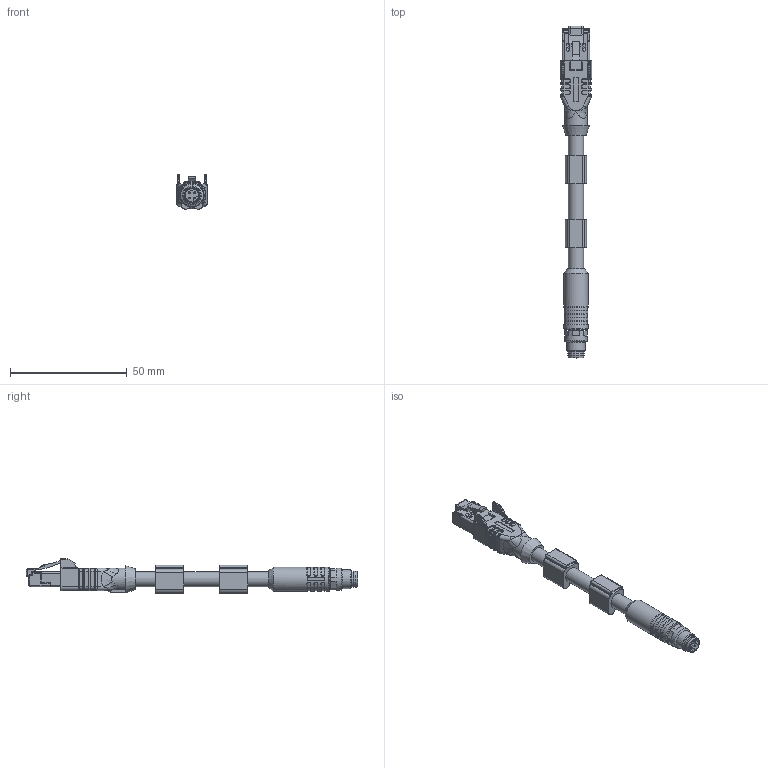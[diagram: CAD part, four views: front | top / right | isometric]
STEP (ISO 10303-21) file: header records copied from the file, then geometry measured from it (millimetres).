
FILE_DESCRIPTION(/* description */ (''),/* implementation_level */ '2;1');
FILE_NAME(/* name */ 'IE-SSPSD4-m-IE-RJ45_stp.stp',/* time_stamp */ '2019-09-03T14:56:24+02:00',/* author */ (''),/* organization */ (''),/* preprocessor_version */ 'ST-DEVELOPER v16',/* originating_system */ 'SIEMENS PLM Software NX 10.0',/* authorisation */ '');
FILE_SCHEMA (('AUTOMOTIVE_DESIGN { 1 0 10303 214 3 1 1 1 }'));
Length unit declared in the file: millimetre
Products named in the file (1): IE-SSPSD4-m-IE-RJ45_stp
Bounding box: 13.3 x 142 x 14.79 mm (x, y, z)
Volume: 10340.7 mm3; surface area: 6129.2 mm2
Topology: 1 solids, 1 shells, 926 faces, 2350 edges, 1435 vertices
Faces by surface type: plane 363, cylinder 359, torus 105, bspline 59, sphere 20, cone 14, extrusion 6
Full cylindrical faces by diameter (mm): 0.8 x4, 5.8 x1, 6.5 x5, 6.9 x1, 8 x1, 9.6 x1, 10.3 x1
Entity records: 28956 total; most frequent: CARTESIAN_POINT 6856, DIRECTION 4735, ORIENTED_EDGE 4574, EDGE_CURVE 2287, AXIS2_PLACEMENT_3D 1725, VERTEX_POINT 1416, VECTOR 1285, LINE 1279
